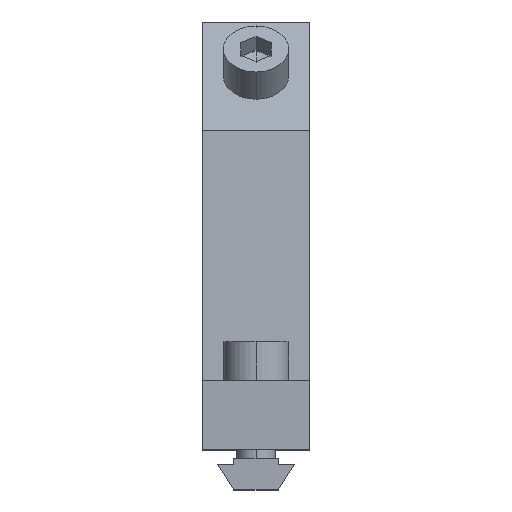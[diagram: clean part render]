
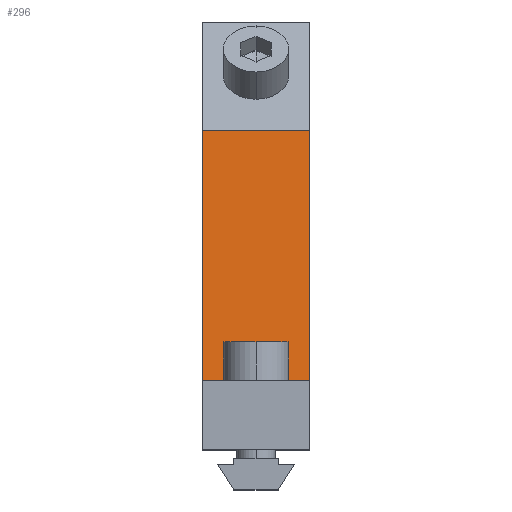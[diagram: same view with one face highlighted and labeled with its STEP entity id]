
A CAD part, top view. The second image highlights one B-rep face of the part: STEP entity #296.
In plain terms, the highlighted planar face has unit normal (0, 0.924, 0.383).
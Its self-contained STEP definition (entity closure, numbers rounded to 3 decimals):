
#296 = ADVANCED_FACE( '', ( #441 ), #442, .T. );
#441 = FACE_OUTER_BOUND( '', #685, .T. );
#442 = PLANE( '', #686 );
#685 = EDGE_LOOP( '', ( #1076, #1077, #1078, #1079 ) );
#686 = AXIS2_PLACEMENT_3D( '', #1080, #1081, #1082 );
#1076 = ORIENTED_EDGE( '', *, *, #1834, .T. );
#1077 = ORIENTED_EDGE( '', *, *, #1835, .F. );
#1078 = ORIENTED_EDGE( '', *, *, #1836, .F. );
#1079 = ORIENTED_EDGE( '', *, *, #1832, .T. );
#1080 = CARTESIAN_POINT( '', ( 7., 41.719, -28.991 ) );
#1081 = DIRECTION( '', ( 0., 0.924, 0.383 ) );
#1082 = DIRECTION( '', ( 0., 0.383, -0.924 ) );
#1832 = EDGE_CURVE( '', #2158, #2156, #2159, .T. );
#1834 = EDGE_CURVE( '', #2156, #2161, #2162, .T. );
#1835 = EDGE_CURVE( '', #2163, #2161, #2164, .T. );
#1836 = EDGE_CURVE( '', #2158, #2163, #2165, .T. );
#2156 = VERTEX_POINT( '', #2644 );
#2158 = VERTEX_POINT( '', #2647 );
#2159 = LINE( '', #2648, #2649 );
#2161 = VERTEX_POINT( '', #2652 );
#2162 = LINE( '', #2653, #2654 );
#2163 = VERTEX_POINT( '', #2655 );
#2164 = LINE( '', #2656, #2657 );
#2165 = LINE( '', #2658, #2659 );
#2644 = CARTESIAN_POINT( '', ( -7., 41.719, -28.991 ) );
#2647 = CARTESIAN_POINT( '', ( 7., 41.719, -28.991 ) );
#2648 = CARTESIAN_POINT( '', ( 7., 41.719, -28.991 ) );
#2649 = VECTOR( '', #3244, 1. );
#2652 = CARTESIAN_POINT( '', ( -7., 9., 49.991 ) );
#2653 = CARTESIAN_POINT( '', ( -7., 41.719, -28.991 ) );
#2654 = VECTOR( '', #3246, 1. );
#2655 = CARTESIAN_POINT( '', ( 7., 9., 49.991 ) );
#2656 = CARTESIAN_POINT( '', ( 7., 9., 49.991 ) );
#2657 = VECTOR( '', #3247, 1. );
#2658 = CARTESIAN_POINT( '', ( 7., 41.719, -28.991 ) );
#2659 = VECTOR( '', #3248, 1. );
#3244 = DIRECTION( '', ( -1., 0., 0. ) );
#3246 = DIRECTION( '', ( 0., -0.383, 0.924 ) );
#3247 = DIRECTION( '', ( -1., 0., 0. ) );
#3248 = DIRECTION( '', ( 0., -0.383, 0.924 ) );
